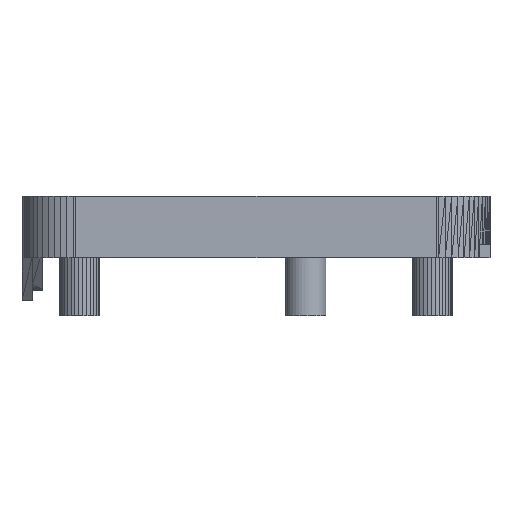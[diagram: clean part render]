
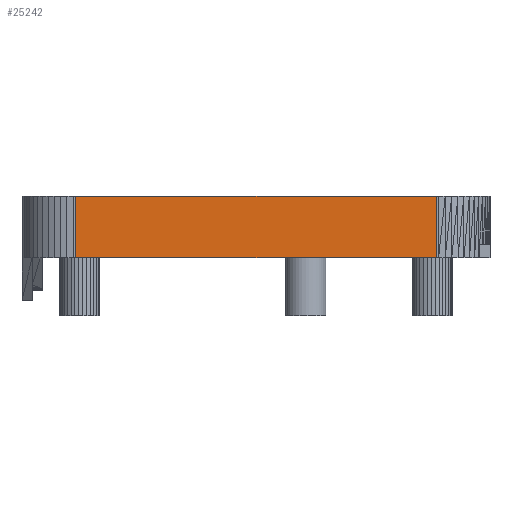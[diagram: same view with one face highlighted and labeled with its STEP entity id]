
A CAD part, front view. The second image highlights one B-rep face of the part: STEP entity #25242.
In plain terms, the highlighted planar face has unit normal (0, -1, 0).
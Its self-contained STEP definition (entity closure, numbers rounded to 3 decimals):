
#196=FACE_OUTER_BOUND('',#1813,.T.);
#1813=EDGE_LOOP('',(#17291,#17292,#17293,#17294));
#3510=LINE('',#35670,#7128);
#4073=LINE('',#36805,#7691);
#4075=LINE('',#36809,#7693);
#4076=LINE('',#36810,#7694);
#7128=VECTOR('',#28674,10.);
#7691=VECTOR('',#29399,10.);
#7693=VECTOR('',#29403,10.);
#7694=VECTOR('',#29404,10.);
#10722=VERTEX_POINT('',#35667);
#10723=VERTEX_POINT('',#35669);
#11214=VERTEX_POINT('',#36804);
#11215=VERTEX_POINT('',#36808);
#12824=EDGE_CURVE('',#10723,#10722,#3510,.T.);
#13395=EDGE_CURVE('',#10723,#11214,#4073,.T.);
#13397=EDGE_CURVE('',#10722,#11215,#4075,.T.);
#13398=EDGE_CURVE('',#11214,#11215,#4076,.T.);
#17291=ORIENTED_EDGE('',*,*,#12824,.T.);
#17292=ORIENTED_EDGE('',*,*,#13397,.T.);
#17293=ORIENTED_EDGE('',*,*,#13398,.F.);
#17294=ORIENTED_EDGE('',*,*,#13395,.F.);
#23641=PLANE('',#26868);
#25242=ADVANCED_FACE('',(#196),#23641,.T.);
#26868=AXIS2_PLACEMENT_3D('',#36807,#29401,#29402);
#28674=DIRECTION('',(1.,0.,0.));
#29399=DIRECTION('',(0.,0.,1.));
#29401=DIRECTION('center_axis',(0.,-1.,0.));
#29402=DIRECTION('ref_axis',(0.,0.,-1.));
#29403=DIRECTION('',(0.,0.,1.));
#29404=DIRECTION('',(1.,0.,0.));
#35667=CARTESIAN_POINT('',(46.519,-25.43,13.57));
#35669=CARTESIAN_POINT('',(3.481,-25.43,13.57));
#35670=CARTESIAN_POINT('',(3.481,-25.43,13.57));
#36804=CARTESIAN_POINT('',(3.481,-25.43,20.89));
#36805=CARTESIAN_POINT('',(3.481,-25.43,13.57));
#36807=CARTESIAN_POINT('Origin',(3.481,-25.43,20.89));
#36808=CARTESIAN_POINT('',(46.519,-25.43,20.89));
#36809=CARTESIAN_POINT('',(46.519,-25.43,13.57));
#36810=CARTESIAN_POINT('',(3.481,-25.43,20.89));
